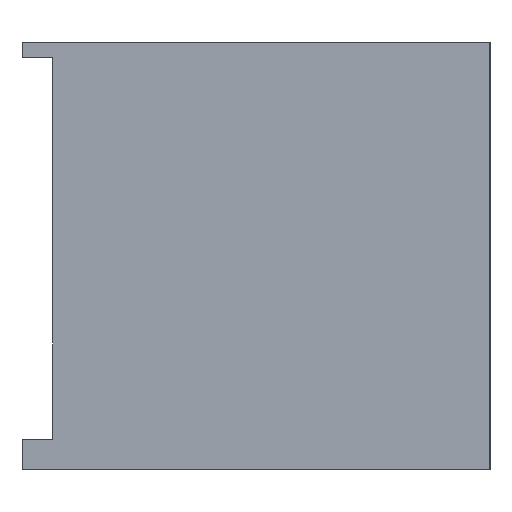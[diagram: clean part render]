
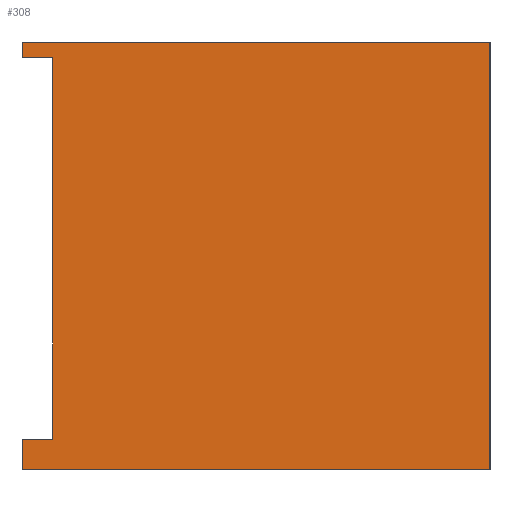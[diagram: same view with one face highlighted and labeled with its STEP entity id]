
A CAD part, left-side view. The second image highlights one B-rep face of the part: STEP entity #308.
In plain terms, the highlighted planar face has unit normal (-1, 0, 0).
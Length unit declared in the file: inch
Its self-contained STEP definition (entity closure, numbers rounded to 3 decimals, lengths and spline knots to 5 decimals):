
#24=PLANE('',#346);
#40=FACE_OUTER_BOUND('',#56,.T.);
#56=EDGE_LOOP('',(#279,#280,#281,#282,#283,#284,#285,#286));
#72=LINE('',#467,#106);
#75=LINE('',#472,#109);
#78=LINE('',#480,#112);
#84=LINE('',#493,#118);
#87=LINE('',#498,#121);
#89=LINE('',#502,#123);
#91=LINE('',#506,#125);
#94=LINE('',#515,#128);
#106=VECTOR('',#376,0.3937);
#109=VECTOR('',#381,0.3937);
#112=VECTOR('',#388,0.3937);
#118=VECTOR('',#400,0.3937);
#121=VECTOR('',#405,0.3937);
#123=VECTOR('',#409,0.3937);
#125=VECTOR('',#413,0.3937);
#128=VECTOR('',#426,0.3937);
#147=VERTEX_POINT('',#464);
#148=VERTEX_POINT('',#466);
#149=VERTEX_POINT('',#470);
#152=VERTEX_POINT('',#478);
#156=VERTEX_POINT('',#491);
#157=VERTEX_POINT('',#497);
#158=VERTEX_POINT('',#501);
#159=VERTEX_POINT('',#505);
#176=EDGE_CURVE('',#147,#148,#72,.T.);
#179=EDGE_CURVE('',#149,#147,#75,.T.);
#183=EDGE_CURVE('',#152,#149,#78,.T.);
#190=EDGE_CURVE('',#156,#152,#84,.T.);
#193=EDGE_CURVE('',#148,#157,#87,.T.);
#195=EDGE_CURVE('',#157,#158,#89,.T.);
#197=EDGE_CURVE('',#158,#159,#91,.T.);
#202=EDGE_CURVE('',#159,#156,#94,.T.);
#279=ORIENTED_EDGE('',*,*,#183,.F.);
#280=ORIENTED_EDGE('',*,*,#190,.F.);
#281=ORIENTED_EDGE('',*,*,#202,.F.);
#282=ORIENTED_EDGE('',*,*,#197,.F.);
#283=ORIENTED_EDGE('',*,*,#195,.F.);
#284=ORIENTED_EDGE('',*,*,#193,.F.);
#285=ORIENTED_EDGE('',*,*,#176,.F.);
#286=ORIENTED_EDGE('',*,*,#179,.F.);
#308=ADVANCED_FACE('',(#40),#24,.F.);
#346=AXIS2_PLACEMENT_3D('',#517,#429,#430);
#376=DIRECTION('',(0.,-1.,0.));
#381=DIRECTION('',(0.,0.,1.));
#388=DIRECTION('',(0.,1.,0.));
#400=DIRECTION('',(0.,0.,-1.));
#405=DIRECTION('',(0.,0.,1.));
#409=DIRECTION('',(0.,1.,0.));
#413=DIRECTION('',(0.,0.,1.));
#426=DIRECTION('',(0.,-1.,0.));
#429=DIRECTION('center_axis',(1.,0.,0.));
#430=DIRECTION('ref_axis',(0.,0.,1.));
#464=CARTESIAN_POINT('',(136.125,0.,92.625));
#466=CARTESIAN_POINT('',(136.125,-0.375,92.625));
#467=CARTESIAN_POINT('',(136.125,-0.98438,92.625));
#470=CARTESIAN_POINT('',(136.125,0.,92.25));
#472=CARTESIAN_POINT('',(136.125,0.,93.75));
#478=CARTESIAN_POINT('',(136.125,-5.75,92.25));
#480=CARTESIAN_POINT('',(136.125,-0.5,92.25));
#491=CARTESIAN_POINT('',(136.125,-5.75,97.5));
#493=CARTESIAN_POINT('',(136.125,-5.75,93.8125));
#497=CARTESIAN_POINT('',(136.125,-0.375,97.3125));
#498=CARTESIAN_POINT('',(136.125,-0.375,96.09375));
#501=CARTESIAN_POINT('',(136.125,0.,97.3125));
#502=CARTESIAN_POINT('',(136.125,-0.79688,97.3125));
#505=CARTESIAN_POINT('',(136.125,0.,97.5));
#506=CARTESIAN_POINT('',(136.125,0.,96.1875));
#515=CARTESIAN_POINT('',(136.125,0.,97.5));
#517=CARTESIAN_POINT('Origin',(136.125,0.,92.25));
